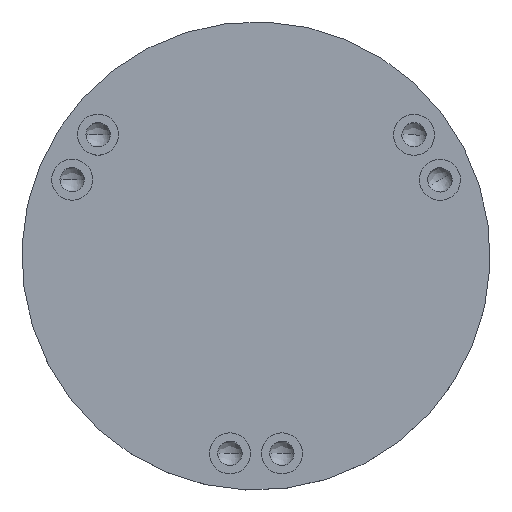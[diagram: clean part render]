
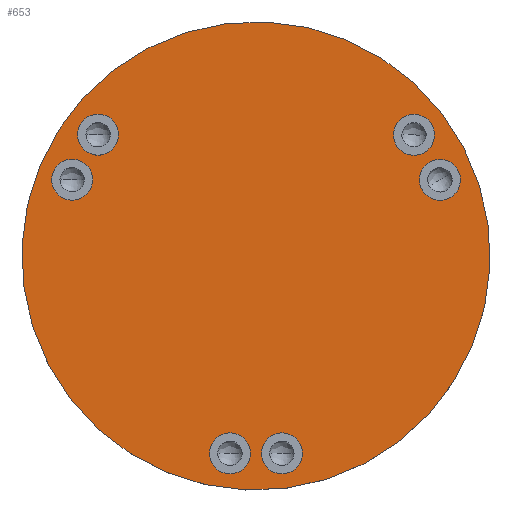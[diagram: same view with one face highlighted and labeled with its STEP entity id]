
A CAD part, top view. The second image highlights one B-rep face of the part: STEP entity #653.
In plain terms, the highlighted planar face has unit normal (0, 0, 1).
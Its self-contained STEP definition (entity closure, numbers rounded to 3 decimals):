
#22 = CARTESIAN_POINT ( 'NONE',  ( 134.915, 103.431, -1.806 ) ) ;
#29 = EDGE_CURVE ( 'NONE', #984, #194, #210, .T. ) ;
#31 = DIRECTION ( 'NONE',  ( -0.13, 0.992, 0. ) ) ;
#38 = VERTEX_POINT ( 'NONE', #1017 ) ;
#39 = DIRECTION ( 'NONE',  ( 0., 0., -1. ) ) ;
#69 = VERTEX_POINT ( 'NONE', #1498 ) ;
#75 = ORIENTED_EDGE ( 'NONE', *, *, #1364, .T. ) ;
#78 = AXIS2_PLACEMENT_3D ( 'NONE', #1699, #1535, #374 ) ;
#100 = CARTESIAN_POINT ( 'NONE',  ( -22.263, -168.536, -1.806 ) ) ;
#106 = EDGE_CURVE ( 'NONE', #715, #1194, #238, .T. ) ;
#107 = AXIS2_PLACEMENT_3D ( 'NONE', #1323, #1344, #657 ) ;
#129 = EDGE_CURVE ( 'NONE', #1626, #160, #1264, .T. ) ;
#156 = FACE_BOUND ( 'NONE', #1337, .T. ) ;
#160 = VERTEX_POINT ( 'NONE', #576 ) ;
#167 = AXIS2_PLACEMENT_3D ( 'NONE', #22, #538, #801 ) ;
#186 = ORIENTED_EDGE ( 'NONE', *, *, #29, .F. ) ;
#194 = VERTEX_POINT ( 'NONE', #645 ) ;
#202 = VERTEX_POINT ( 'NONE', #916 ) ;
#210 = CIRCLE ( 'NONE', #78, 200. ) ;
#217 = ORIENTED_EDGE ( 'NONE', *, *, #1620, .T. ) ;
#220 = AXIS2_PLACEMENT_3D ( 'NONE', #1429, #402, #795 ) ;
#238 = CIRCLE ( 'NONE', #381, 17.5 ) ;
#295 = CARTESIAN_POINT ( 'NONE',  ( 117.444, 104.436, -1.806 ) ) ;
#309 = CIRCLE ( 'NONE', #1499, 17.5 ) ;
#312 = DIRECTION ( 'NONE',  ( 0., 0., -1. ) ) ;
#335 = DIRECTION ( 'NONE',  ( 0., 0., -1. ) ) ;
#357 = EDGE_LOOP ( 'NONE', ( #1202, #1460 ) ) ;
#374 = DIRECTION ( 'NONE',  ( -0.13, 0.992, 0. ) ) ;
#381 = AXIS2_PLACEMENT_3D ( 'NONE', #834, #39, #811 ) ;
#402 = DIRECTION ( 'NONE',  ( 0., 0., -1. ) ) ;
#404 = CARTESIAN_POINT ( 'NONE',  ( 4.616, -168.555, -1.806 ) ) ;
#405 = CIRCLE ( 'NONE', #841, 17.5 ) ;
#420 = CARTESIAN_POINT ( 'NONE',  ( -139.536, 64.703, -1.806 ) ) ;
#427 = FACE_OUTER_BOUND ( 'NONE', #796, .T. ) ;
#433 = DIRECTION ( 'NONE',  ( 0., 0., -1. ) ) ;
#438 = DIRECTION ( 'NONE',  ( 0., 0., -1. ) ) ;
#441 = DIRECTION ( 'NONE',  ( -0.13, 0.992, 0. ) ) ;
#443 = PLANE ( 'NONE',  #1023 ) ;
#453 = CARTESIAN_POINT ( 'NONE',  ( -157.031, 65.125, -1.806 ) ) ;
#463 = ORIENTED_EDGE ( 'NONE', *, *, #1464, .T. ) ;
#473 = DIRECTION ( 'NONE',  ( 0., 0., -1. ) ) ;
#525 = DIRECTION ( 'NONE',  ( 0., 0., -1. ) ) ;
#526 = AXIS2_PLACEMENT_3D ( 'NONE', #1177, #1300, #1167 ) ;
#534 = CARTESIAN_POINT ( 'NONE',  ( 22.116, -168.555, -1.806 ) ) ;
#538 = DIRECTION ( 'NONE',  ( 0., 0., -1. ) ) ;
#542 = CIRCLE ( 'NONE', #1454, 17.5 ) ;
#543 = EDGE_CURVE ( 'NONE', #194, #984, #1436, .T. ) ;
#556 = ORIENTED_EDGE ( 'NONE', *, *, #106, .T. ) ;
#566 = EDGE_CURVE ( 'NONE', #1597, #628, #905, .T. ) ;
#576 = CARTESIAN_POINT ( 'NONE',  ( 39.616, -168.555, -1.806 ) ) ;
#586 = ORIENTED_EDGE ( 'NONE', *, *, #129, .T. ) ;
#590 = EDGE_CURVE ( 'NONE', #800, #38, #689, .T. ) ;
#601 = DIRECTION ( 'NONE',  ( -0.13, 0.992, 0. ) ) ;
#625 = DIRECTION ( 'NONE',  ( 0., 0., -1. ) ) ;
#628 = VERTEX_POINT ( 'NONE', #295 ) ;
#630 = AXIS2_PLACEMENT_3D ( 'NONE', #453, #438, #1631 ) ;
#634 = CARTESIAN_POINT ( 'NONE',  ( -4.763, -168.536, -1.806 ) ) ;
#645 = CARTESIAN_POINT ( 'NONE',  ( -26.019, 198.3, -1.806 ) ) ;
#653 = ADVANCED_FACE ( 'NONE', ( #427, #1634, #156, #813, #681, #1492, #1371 ), #443, .T. ) ;
#657 = DIRECTION ( 'NONE',  ( -0.13, 0.992, 0. ) ) ;
#681 = FACE_BOUND ( 'NONE', #1563, .T. ) ;
#689 = CIRCLE ( 'NONE', #963, 17.5 ) ;
#709 = CARTESIAN_POINT ( 'NONE',  ( -134.825, 103.548, -1.806 ) ) ;
#715 = VERTEX_POINT ( 'NONE', #719 ) ;
#719 = CARTESIAN_POINT ( 'NONE',  ( -39.763, -168.536, -1.806 ) ) ;
#745 = AXIS2_PLACEMENT_3D ( 'NONE', #534, #525, #928 ) ;
#795 = DIRECTION ( 'NONE',  ( -0.13, 0.992, 0. ) ) ;
#796 = EDGE_LOOP ( 'NONE', ( #1382, #186 ) ) ;
#800 = VERTEX_POINT ( 'NONE', #420 ) ;
#801 = DIRECTION ( 'NONE',  ( -0.13, 0.992, 0. ) ) ;
#806 = AXIS2_PLACEMENT_3D ( 'NONE', #709, #473, #601 ) ;
#811 = DIRECTION ( 'NONE',  ( 0., -1., 0. ) ) ;
#813 = FACE_BOUND ( 'NONE', #357, .T. ) ;
#819 = ORIENTED_EDGE ( 'NONE', *, *, #566, .T. ) ;
#834 = CARTESIAN_POINT ( 'NONE',  ( -22.263, -168.536, -1.806 ) ) ;
#836 = DIRECTION ( 'NONE',  ( -0.13, 0.992, 0. ) ) ;
#841 = AXIS2_PLACEMENT_3D ( 'NONE', #100, #625, #1567 ) ;
#880 = EDGE_LOOP ( 'NONE', ( #1470, #586 ) ) ;
#885 = EDGE_CURVE ( 'NONE', #69, #202, #1557, .T. ) ;
#905 = CIRCLE ( 'NONE', #167, 17.5 ) ;
#916 = CARTESIAN_POINT ( 'NONE',  ( -152.325, 103.548, -1.806 ) ) ;
#919 = CARTESIAN_POINT ( 'NONE',  ( 171.959, 74.213, -1.806 ) ) ;
#928 = DIRECTION ( 'NONE',  ( -0.13, 0.992, 0. ) ) ;
#943 = EDGE_CURVE ( 'NONE', #1389, #1591, #542, .T. ) ;
#963 = AXIS2_PLACEMENT_3D ( 'NONE', #1089, #312, #836 ) ;
#964 = CARTESIAN_POINT ( 'NONE',  ( 0., 0., -1.806 ) ) ;
#966 = CIRCLE ( 'NONE', #220, 17.5 ) ;
#984 = VERTEX_POINT ( 'NONE', #1647 ) ;
#995 = ORIENTED_EDGE ( 'NONE', *, *, #885, .T. ) ;
#1001 = ORIENTED_EDGE ( 'NONE', *, *, #1165, .T. ) ;
#1017 = CARTESIAN_POINT ( 'NONE',  ( -174.526, 65.546, -1.806 ) ) ;
#1023 = AXIS2_PLACEMENT_3D ( 'NONE', #964, #1214, #31 ) ;
#1071 = EDGE_LOOP ( 'NONE', ( #463, #1455 ) ) ;
#1089 = CARTESIAN_POINT ( 'NONE',  ( -157.031, 65.125, -1.806 ) ) ;
#1119 = CARTESIAN_POINT ( 'NONE',  ( 157.088, 64.988, -1.806 ) ) ;
#1165 = EDGE_CURVE ( 'NONE', #1194, #715, #405, .T. ) ;
#1167 = DIRECTION ( 'NONE',  ( -0.13, 0.992, 0. ) ) ;
#1177 = CARTESIAN_POINT ( 'NONE',  ( 0., 0., -1.806 ) ) ;
#1194 = VERTEX_POINT ( 'NONE', #634 ) ;
#1202 = ORIENTED_EDGE ( 'NONE', *, *, #590, .T. ) ;
#1214 = DIRECTION ( 'NONE',  ( 0., 0., 1. ) ) ;
#1219 = CIRCLE ( 'NONE', #630, 17.5 ) ;
#1264 = CIRCLE ( 'NONE', #1431, 17.5 ) ;
#1300 = DIRECTION ( 'NONE',  ( 0., 0., -1. ) ) ;
#1321 = CARTESIAN_POINT ( 'NONE',  ( 142.217, 55.763, -1.806 ) ) ;
#1323 = CARTESIAN_POINT ( 'NONE',  ( -134.825, 103.548, -1.806 ) ) ;
#1333 = CARTESIAN_POINT ( 'NONE',  ( 152.386, 102.425, -1.806 ) ) ;
#1337 = EDGE_LOOP ( 'NONE', ( #1001, #556 ) ) ;
#1344 = DIRECTION ( 'NONE',  ( 0., 0., -1. ) ) ;
#1346 = CARTESIAN_POINT ( 'NONE',  ( 22.116, -168.555, -1.806 ) ) ;
#1364 = EDGE_CURVE ( 'NONE', #628, #1597, #966, .T. ) ;
#1371 = FACE_BOUND ( 'NONE', #1071, .T. ) ;
#1381 = CIRCLE ( 'NONE', #107, 17.5 ) ;
#1382 = ORIENTED_EDGE ( 'NONE', *, *, #543, .F. ) ;
#1389 = VERTEX_POINT ( 'NONE', #1321 ) ;
#1401 = DIRECTION ( 'NONE',  ( -0.13, 0.992, 0. ) ) ;
#1429 = CARTESIAN_POINT ( 'NONE',  ( 134.915, 103.431, -1.806 ) ) ;
#1431 = AXIS2_PLACEMENT_3D ( 'NONE', #1346, #433, #1625 ) ;
#1436 = CIRCLE ( 'NONE', #526, 200. ) ;
#1454 = AXIS2_PLACEMENT_3D ( 'NONE', #1119, #335, #1401 ) ;
#1455 = ORIENTED_EDGE ( 'NONE', *, *, #943, .T. ) ;
#1460 = ORIENTED_EDGE ( 'NONE', *, *, #1706, .T. ) ;
#1464 = EDGE_CURVE ( 'NONE', #1591, #1389, #309, .T. ) ;
#1470 = ORIENTED_EDGE ( 'NONE', *, *, #1488, .T. ) ;
#1488 = EDGE_CURVE ( 'NONE', #160, #1626, #1641, .T. ) ;
#1492 = FACE_BOUND ( 'NONE', #1511, .T. ) ;
#1498 = CARTESIAN_POINT ( 'NONE',  ( -117.325, 103.548, -1.806 ) ) ;
#1499 = AXIS2_PLACEMENT_3D ( 'NONE', #1504, #1638, #441 ) ;
#1504 = CARTESIAN_POINT ( 'NONE',  ( 157.088, 64.988, -1.806 ) ) ;
#1511 = EDGE_LOOP ( 'NONE', ( #819, #75 ) ) ;
#1535 = DIRECTION ( 'NONE',  ( 0., 0., -1. ) ) ;
#1557 = CIRCLE ( 'NONE', #806, 17.5 ) ;
#1563 = EDGE_LOOP ( 'NONE', ( #995, #217 ) ) ;
#1567 = DIRECTION ( 'NONE',  ( 0., -1., 0. ) ) ;
#1591 = VERTEX_POINT ( 'NONE', #919 ) ;
#1597 = VERTEX_POINT ( 'NONE', #1333 ) ;
#1620 = EDGE_CURVE ( 'NONE', #202, #69, #1381, .T. ) ;
#1625 = DIRECTION ( 'NONE',  ( -0.13, 0.992, 0. ) ) ;
#1626 = VERTEX_POINT ( 'NONE', #404 ) ;
#1631 = DIRECTION ( 'NONE',  ( -0.13, 0.992, 0. ) ) ;
#1634 = FACE_BOUND ( 'NONE', #880, .T. ) ;
#1638 = DIRECTION ( 'NONE',  ( 0., 0., -1. ) ) ;
#1641 = CIRCLE ( 'NONE', #745, 17.5 ) ;
#1647 = CARTESIAN_POINT ( 'NONE',  ( 26.019, -198.3, -1.806 ) ) ;
#1699 = CARTESIAN_POINT ( 'NONE',  ( 0., 0., -1.806 ) ) ;
#1706 = EDGE_CURVE ( 'NONE', #38, #800, #1219, .T. ) ;
